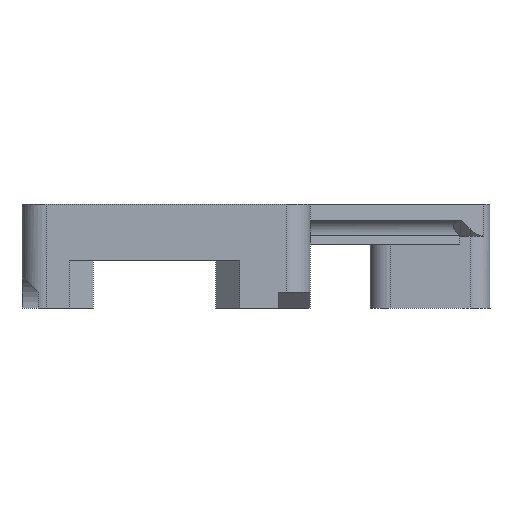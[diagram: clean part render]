
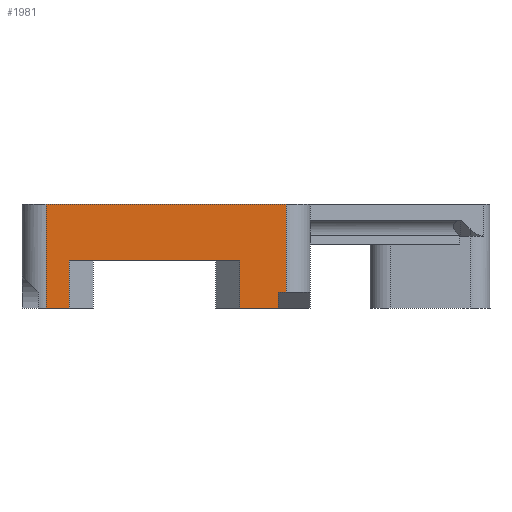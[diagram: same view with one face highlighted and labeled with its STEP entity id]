
A CAD part, left-side view. The second image highlights one B-rep face of the part: STEP entity #1981.
In plain terms, the highlighted planar face has unit normal (-1, 0, 0).
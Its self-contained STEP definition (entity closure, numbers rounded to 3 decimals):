
#156=FACE_OUTER_BOUND('',#257,.T.);
#257=EDGE_LOOP('',(#1327,#1328,#1329,#1330,#1331,#1332,#1333,#1334,#1335,
#1336));
#368=LINE('',#2844,#584);
#376=LINE('',#2863,#592);
#377=LINE('',#2868,#593);
#379=LINE('',#2872,#595);
#380=LINE('',#2874,#596);
#381=LINE('',#2876,#597);
#382=LINE('',#2878,#598);
#383=LINE('',#2880,#599);
#384=LINE('',#2882,#600);
#385=LINE('',#2883,#601);
#584=VECTOR('',#2279,10.);
#592=VECTOR('',#2293,10.);
#593=VECTOR('',#2298,10.);
#595=VECTOR('',#2302,10.);
#596=VECTOR('',#2303,10.);
#597=VECTOR('',#2304,10.);
#598=VECTOR('',#2305,10.);
#599=VECTOR('',#2306,10.);
#600=VECTOR('',#2307,10.);
#601=VECTOR('',#2308,10.);
#799=VERTEX_POINT('',#2841);
#800=VERTEX_POINT('',#2843);
#808=VERTEX_POINT('',#2861);
#809=VERTEX_POINT('',#2865);
#811=VERTEX_POINT('',#2871);
#812=VERTEX_POINT('',#2873);
#813=VERTEX_POINT('',#2875);
#814=VERTEX_POINT('',#2877);
#815=VERTEX_POINT('',#2879);
#816=VERTEX_POINT('',#2881);
#1003=EDGE_CURVE('',#799,#800,#368,.T.);
#1013=EDGE_CURVE('',#799,#808,#376,.T.);
#1015=EDGE_CURVE('',#808,#809,#377,.T.);
#1017=EDGE_CURVE('',#811,#809,#379,.T.);
#1018=EDGE_CURVE('',#811,#812,#380,.T.);
#1019=EDGE_CURVE('',#813,#812,#381,.T.);
#1020=EDGE_CURVE('',#814,#813,#382,.T.);
#1021=EDGE_CURVE('',#815,#814,#383,.T.);
#1022=EDGE_CURVE('',#815,#816,#384,.T.);
#1023=EDGE_CURVE('',#800,#816,#385,.T.);
#1327=ORIENTED_EDGE('',*,*,#1013,.T.);
#1328=ORIENTED_EDGE('',*,*,#1015,.T.);
#1329=ORIENTED_EDGE('',*,*,#1017,.F.);
#1330=ORIENTED_EDGE('',*,*,#1018,.T.);
#1331=ORIENTED_EDGE('',*,*,#1019,.F.);
#1332=ORIENTED_EDGE('',*,*,#1020,.F.);
#1333=ORIENTED_EDGE('',*,*,#1021,.F.);
#1334=ORIENTED_EDGE('',*,*,#1022,.T.);
#1335=ORIENTED_EDGE('',*,*,#1023,.F.);
#1336=ORIENTED_EDGE('',*,*,#1003,.F.);
#1917=PLANE('',#2103);
#1981=ADVANCED_FACE('',(#156),#1917,.T.);
#2103=AXIS2_PLACEMENT_3D('',#2870,#2300,#2301);
#2279=DIRECTION('',(0.,1.,0.));
#2293=DIRECTION('',(0.,0.,1.));
#2298=DIRECTION('',(0.,-1.,0.));
#2300=DIRECTION('center_axis',(-1.,0.,0.));
#2301=DIRECTION('ref_axis',(0.,-1.,0.));
#2302=DIRECTION('',(0.,0.,-1.));
#2303=DIRECTION('',(0.,1.,0.));
#2304=DIRECTION('',(0.,0.,1.));
#2305=DIRECTION('',(0.,1.,0.));
#2306=DIRECTION('',(0.,0.,-1.));
#2307=DIRECTION('',(0.,-1.,0.));
#2308=DIRECTION('',(0.,0.,1.));
#2841=CARTESIAN_POINT('',(-26.045,-14.538,-11.));
#2843=CARTESIAN_POINT('',(-26.045,-9.738,-11.));
#2844=CARTESIAN_POINT('',(-26.045,-18.538,-11.));
#2861=CARTESIAN_POINT('',(-26.045,-14.538,-9.));
#2863=CARTESIAN_POINT('',(-26.045,-14.538,-5.5));
#2865=CARTESIAN_POINT('',(-26.045,-15.538,-9.));
#2868=CARTESIAN_POINT('',(-26.045,-0.538,-9.));
#2870=CARTESIAN_POINT('Origin',(-26.045,15.462,0.));
#2871=CARTESIAN_POINT('',(-26.045,-15.538,2.));
#2872=CARTESIAN_POINT('',(-26.045,-15.538,0.));
#2873=CARTESIAN_POINT('',(-26.045,14.462,2.));
#2874=CARTESIAN_POINT('',(-26.045,15.462,2.));
#2875=CARTESIAN_POINT('',(-26.045,14.462,-11.));
#2876=CARTESIAN_POINT('',(-26.045,14.462,0.5));
#2877=CARTESIAN_POINT('',(-26.045,11.562,-11.));
#2878=CARTESIAN_POINT('',(-26.045,-18.538,-11.));
#2879=CARTESIAN_POINT('',(-26.045,11.562,-5.));
#2880=CARTESIAN_POINT('',(-26.045,11.562,-5.5));
#2881=CARTESIAN_POINT('',(-26.045,-9.738,-5.));
#2882=CARTESIAN_POINT('',(-26.045,8.187,-5.));
#2883=CARTESIAN_POINT('',(-26.045,-9.738,-5.5));
